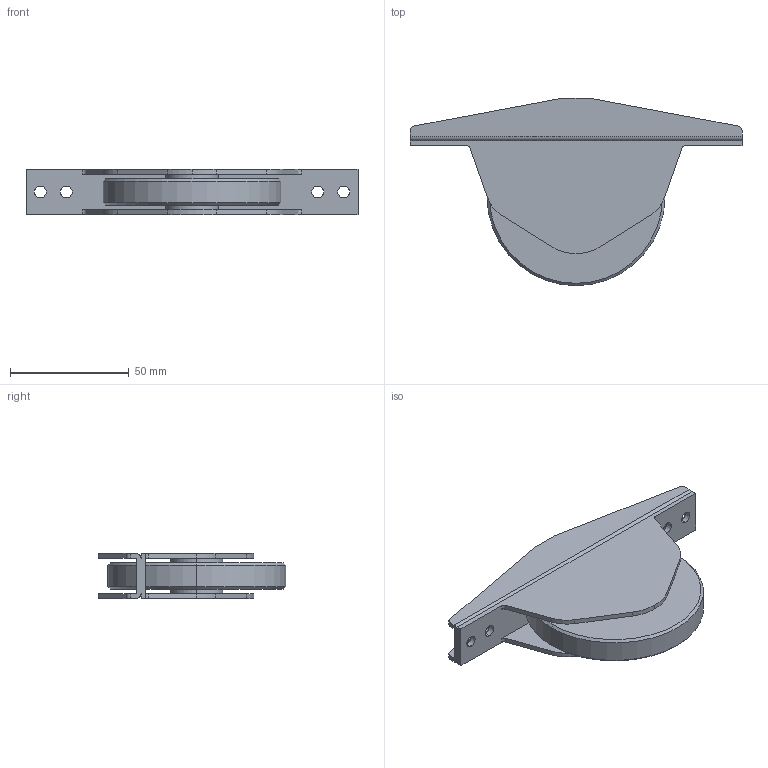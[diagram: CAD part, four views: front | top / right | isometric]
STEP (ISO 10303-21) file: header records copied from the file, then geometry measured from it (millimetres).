
FILE_DESCRIPTION (( 'STEP AP203' ), '1' );
FILE_NAME ('K-1030-75.STEP', '2009-08-10T04:18:00', ( '11sw' ), ( 'タキゲン製造株式会社' ), 'SwSTEP 2.0', 'SolidWorks 2007', '' );
FILE_SCHEMA (( 'CONFIG_CONTROL_DESIGN' ));
Length unit declared in the file: millimetre
Products named in the file (1): K-1030-75
Bounding box: 140 x 79 x 19 mm (x, y, z)
Volume: 74859.5 mm3; surface area: 33336.4 mm2
Topology: 1 solids, 1 shells, 81 faces, 219 edges, 142 vertices
Faces by surface type: cylinder 33, plane 32, cone 16
Entity records: 2668 total; most frequent: CARTESIAN_POINT 467, DIRECTION 457, ORIENTED_EDGE 438, EDGE_CURVE 219, AXIS2_PLACEMENT_3D 164, VERTEX_POINT 142, VECTOR 129, LINE 129
